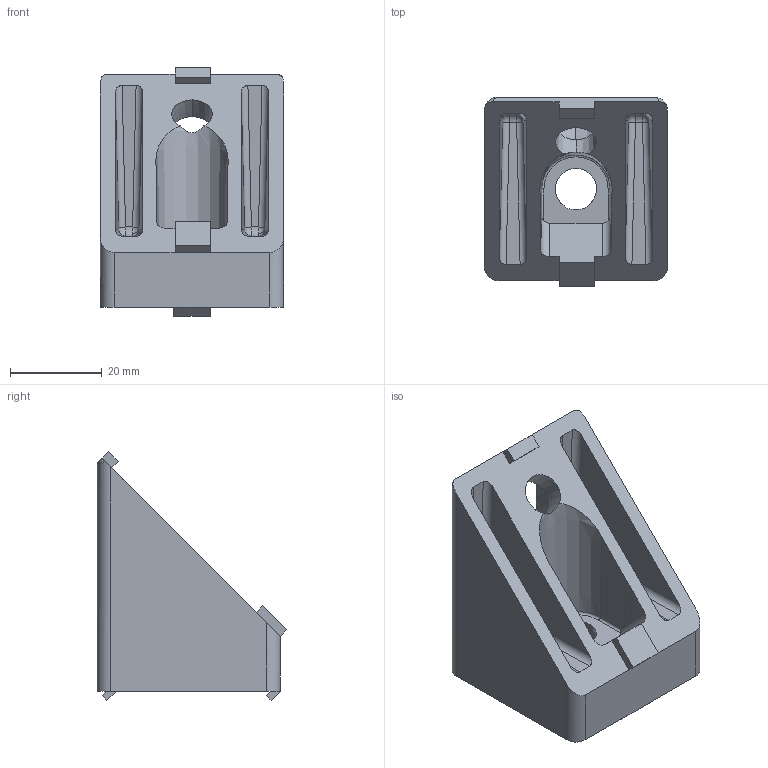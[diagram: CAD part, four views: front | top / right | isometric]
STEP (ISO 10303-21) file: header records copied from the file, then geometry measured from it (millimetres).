
FILE_DESCRIPTION(/* description */ (''),/* implementation_level */ '2;1');
FILE_NAME(/* name */ '304046.stp',/* time_stamp */ '2018-06-23T10:07:34+02:00',/* author */ ('TraceParts'),/* organization */ ('Alutec K&K'),/* preprocessor_version */ 'ST-DEVELOPER v16.1',/* originating_system */ 'Autodesk Inventor 2016',/* authorisation */ '');
FILE_SCHEMA (('AUTOMOTIVE_DESIGN { 1 0 10303 214 3 1 1 }'));
Length unit declared in the file: millimetre
Products named in the file (1): 304046
Bounding box: 40 x 41.41 x 54.35 mm (x, y, z)
Volume: 33199.7 mm3; surface area: 13618.6 mm2
Topology: 1 solids, 1 shells, 121 faces, 303 edges, 183 vertices
Faces by surface type: plane 55, cylinder 41, bspline 8, sphere 8, cone 6, torus 3
Entity records: 3865 total; most frequent: CARTESIAN_POINT 1150, ORIENTED_EDGE 594, DIRECTION 522, EDGE_CURVE 297, VERTEX_POINT 183, LINE 174, VECTOR 174, AXIS2_PLACEMENT_3D 174
